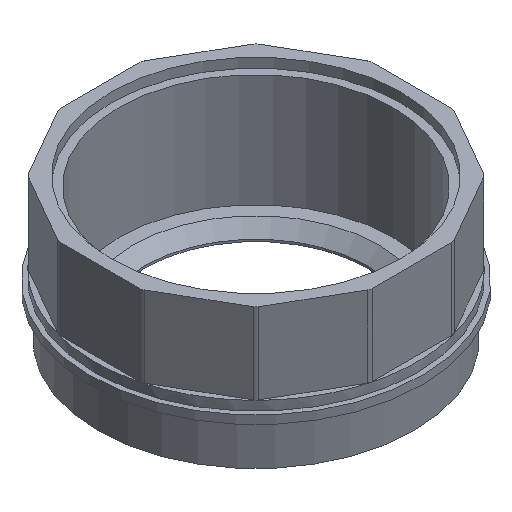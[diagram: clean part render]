
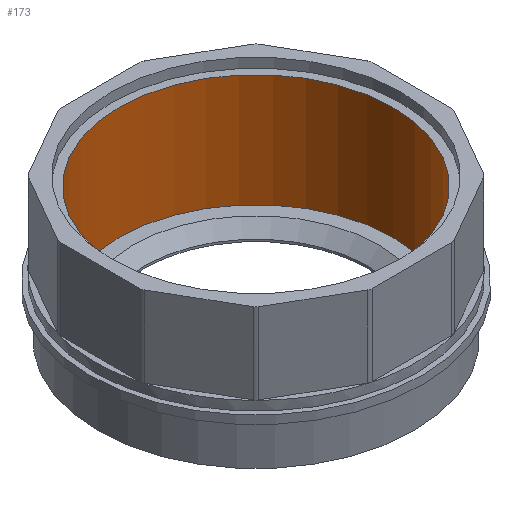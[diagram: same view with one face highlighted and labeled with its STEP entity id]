
A CAD part, isometric view. The second image highlights one B-rep face of the part: STEP entity #173.
In plain terms, the highlighted cylindrical face has radius 5.77 mm (diameter 11.54 mm), a full revolution.
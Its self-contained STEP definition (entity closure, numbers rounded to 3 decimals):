
#173=ADVANCED_FACE('',(#242,#243),#208,.F.);
#208=CYLINDRICAL_SURFACE('',#710,5.77);
#242=FACE_BOUND('',#274,.T.);
#243=FACE_BOUND('',#275,.T.);
#274=EDGE_LOOP('',(#353));
#275=EDGE_LOOP('',(#354));
#353=ORIENTED_EDGE('',*,*,#584,.T.);
#354=ORIENTED_EDGE('',*,*,#582,.F.);
#519=VERTEX_POINT('',#1028);
#521=VERTEX_POINT('',#1034);
#582=EDGE_CURVE('',#519,#519,#657,.T.);
#584=EDGE_CURVE('',#521,#521,#659,.T.);
#657=CIRCLE('',#704,5.77);
#659=CIRCLE('',#708,5.77);
#704=AXIS2_PLACEMENT_3D('',#1027,#827,#828);
#708=AXIS2_PLACEMENT_3D('',#1033,#835,#836);
#710=AXIS2_PLACEMENT_3D('',#1036,#839,#840);
#827=DIRECTION('',(0.,0.,-1.));
#828=DIRECTION('',(1.,0.,0.));
#835=DIRECTION('',(0.,0.,-1.));
#836=DIRECTION('',(1.,0.,0.));
#839=DIRECTION('',(0.,0.,1.));
#840=DIRECTION('',(1.,0.,0.));
#1027=CARTESIAN_POINT('',(0.,0.,5.6));
#1028=CARTESIAN_POINT('',(5.77,0.,5.6));
#1033=CARTESIAN_POINT('',(0.,0.,0.85));
#1034=CARTESIAN_POINT('',(5.77,0.,0.85));
#1036=CARTESIAN_POINT('',(0.,0.,0.85));
